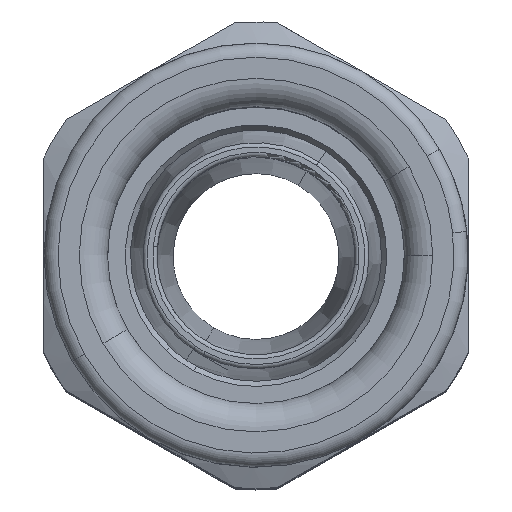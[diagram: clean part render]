
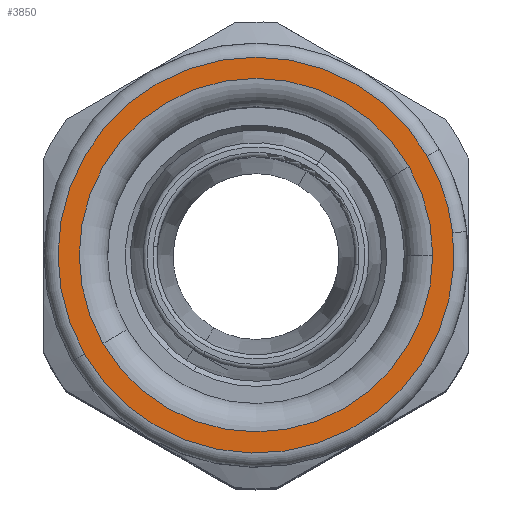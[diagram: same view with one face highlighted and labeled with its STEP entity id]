
A CAD part, top view. The second image highlights one B-rep face of the part: STEP entity #3850.
In plain terms, the highlighted planar face has unit normal (0, 0, 1).
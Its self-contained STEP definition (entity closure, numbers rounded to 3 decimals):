
#3714=AXIS2_PLACEMENT_3D('Circle Axis2P3D',#3712,#3713,$) ;
#3731=AXIS2_PLACEMENT_3D('Circle Axis2P3D',#3729,#3730,$) ;
#3755=AXIS2_PLACEMENT_3D('Circle Axis2P3D',#3753,#3754,$) ;
#3817=AXIS2_PLACEMENT_3D('Plane Axis2P3D',#3814,#3815,#3816) ;
#3826=AXIS2_PLACEMENT_3D('Circle Axis2P3D',#3824,#3825,$) ;
#3835=AXIS2_PLACEMENT_3D('Circle Axis2P3D',#3833,#3834,$) ;
#3842=AXIS2_PLACEMENT_3D('Circle Axis2P3D',#3840,#3841,$) ;
#3702=CARTESIAN_POINT('Vertex',(28.912,18.071,82.9)) ;
#3709=CARTESIAN_POINT('Vertex',(27.124,23.5,82.9)) ;
#3712=CARTESIAN_POINT('Axis2P3D Location',(15.,16.5,82.9)) ;
#3729=CARTESIAN_POINT('Axis2P3D Location',(15.,16.5,82.9)) ;
#3733=CARTESIAN_POINT('Vertex',(2.876,9.5,82.9)) ;
#3753=CARTESIAN_POINT('Axis2P3D Location',(15.,16.5,82.9)) ;
#3814=CARTESIAN_POINT('Axis2P3D Location',(15.,16.5,82.9)) ;
#3824=CARTESIAN_POINT('Axis2P3D Location',(15.,16.5,82.9)) ;
#3828=CARTESIAN_POINT('Vertex',(27.5,16.484,82.9)) ;
#3830=CARTESIAN_POINT('Vertex',(25.825,22.75,82.9)) ;
#3833=CARTESIAN_POINT('Axis2P3D Location',(15.,16.5,82.9)) ;
#3837=CARTESIAN_POINT('Vertex',(4.175,10.25,82.9)) ;
#3840=CARTESIAN_POINT('Axis2P3D Location',(15.,16.5,82.9)) ;
#3713=DIRECTION('Axis2P3D Direction',(0.,0.,1.)) ;
#3730=DIRECTION('Axis2P3D Direction',(0.,0.,1.)) ;
#3754=DIRECTION('Axis2P3D Direction',(0.,0.,1.)) ;
#3815=DIRECTION('Axis2P3D Direction',(0.,0.,1.)) ;
#3816=DIRECTION('Axis2P3D XDirection',(0.866,0.5,0.)) ;
#3825=DIRECTION('Axis2P3D Direction',(0.,0.,1.)) ;
#3834=DIRECTION('Axis2P3D Direction',(0.,0.,1.)) ;
#3841=DIRECTION('Axis2P3D Direction',(0.,0.,1.)) ;
#3820=ORIENTED_EDGE('',*,*,#3735,.T.) ;
#3821=ORIENTED_EDGE('',*,*,#3716,.T.) ;
#3822=ORIENTED_EDGE('',*,*,#3757,.T.) ;
#3846=ORIENTED_EDGE('',*,*,#3832,.F.) ;
#3847=ORIENTED_EDGE('',*,*,#3839,.F.) ;
#3848=ORIENTED_EDGE('',*,*,#3844,.F.) ;
#3849=FACE_BOUND('',#3845,.T.) ;
#3850=ADVANCED_FACE('PartBody',(#3823,#3849),#3818,.T.) ;
#3715=CIRCLE('generated circle',#3714,14.) ;
#3732=CIRCLE('generated circle',#3731,14.) ;
#3756=CIRCLE('generated circle',#3755,14.) ;
#3827=CIRCLE('generated circle',#3826,12.5) ;
#3836=CIRCLE('generated circle',#3835,12.5) ;
#3843=CIRCLE('generated circle',#3842,12.5) ;
#3716=EDGE_CURVE('',#3703,#3710,#3715,.T.) ;
#3735=EDGE_CURVE('',#3734,#3703,#3732,.T.) ;
#3757=EDGE_CURVE('',#3710,#3734,#3756,.T.) ;
#3832=EDGE_CURVE('',#3829,#3831,#3827,.T.) ;
#3839=EDGE_CURVE('',#3838,#3829,#3836,.T.) ;
#3844=EDGE_CURVE('',#3831,#3838,#3843,.T.) ;
#3819=EDGE_LOOP('',(#3820,#3821,#3822)) ;
#3845=EDGE_LOOP('',(#3846,#3847,#3848)) ;
#3823=FACE_OUTER_BOUND('',#3819,.T.) ;
#3818=PLANE('',#3817) ;
#3703=VERTEX_POINT('',#3702) ;
#3710=VERTEX_POINT('',#3709) ;
#3734=VERTEX_POINT('',#3733) ;
#3829=VERTEX_POINT('',#3828) ;
#3831=VERTEX_POINT('',#3830) ;
#3838=VERTEX_POINT('',#3837) ;
